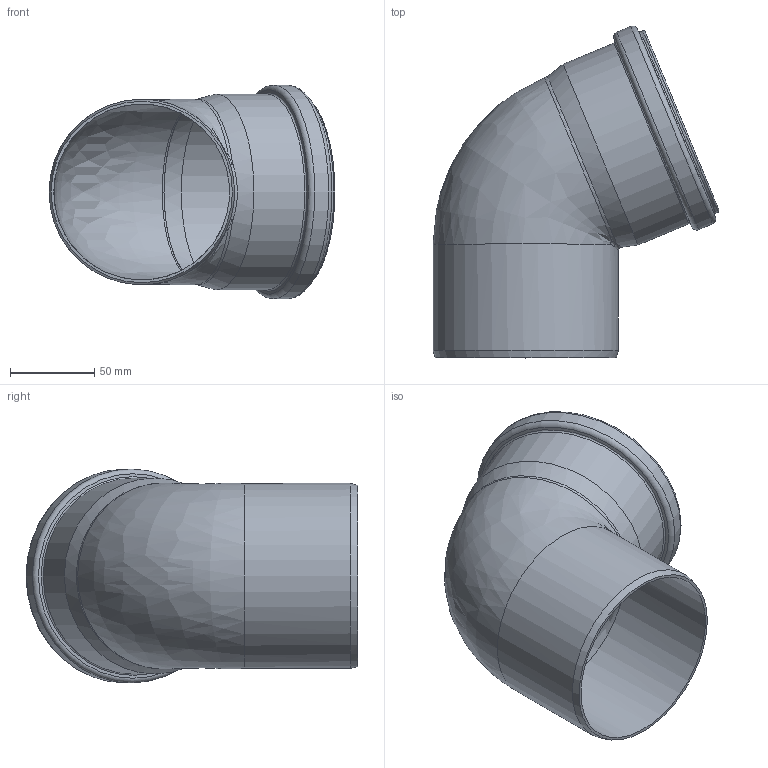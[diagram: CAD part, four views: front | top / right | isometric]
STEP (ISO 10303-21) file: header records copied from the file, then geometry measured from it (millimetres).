
FILE_DESCRIPTION(/* description */ (''),/* implementation_level */ '2;1');
FILE_NAME(/* name */ '175130 HTsafeB DN_OD 110_67°.stp',/* time_stamp */ '2017-03-13T11:57:35+01:00',/* author */ ('user1'),/* organization */ (''),/* preprocessor_version */ 'ST-DEVELOPER v16.1',/* originating_system */ 'Autodesk Inventor 2016',/* authorisation */ '');
FILE_SCHEMA (('AUTOMOTIVE_DESIGN { 1 0 10303 214 3 1 1 }'));
Length unit declared in the file: millimetre
Products named in the file (1): 175130 HTsafeB DN_OD 110_67°
Bounding box: 170.12 x 197.46 x 127.2 mm (x, y, z)
Volume: 178155.6 mm3; surface area: 141837.4 mm2
Topology: 1 solids, 1 shells, 37 faces, 80 edges, 45 vertices
Faces by surface type: cylinder 11, torus 10, cone 7, bspline 5, plane 4
Full cylindrical faces by diameter (mm): 104.652 x2, 110.3 x1, 111 x1, 111.3 x2, 116.4 x1, 116.7 x1, 121.8 x1, 127.2 x1
Entity records: 1011 total; most frequent: CARTESIAN_POINT 330, DIRECTION 144, ORIENTED_EDGE 94, AXIS2_PLACEMENT_3D 72, EDGE_LOOP 68, EDGE_CURVE 47, VERTEX_POINT 41, FACE_OUTER_BOUND 37
